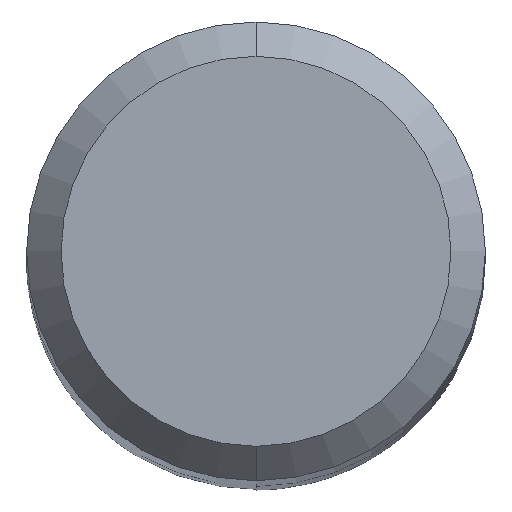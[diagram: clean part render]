
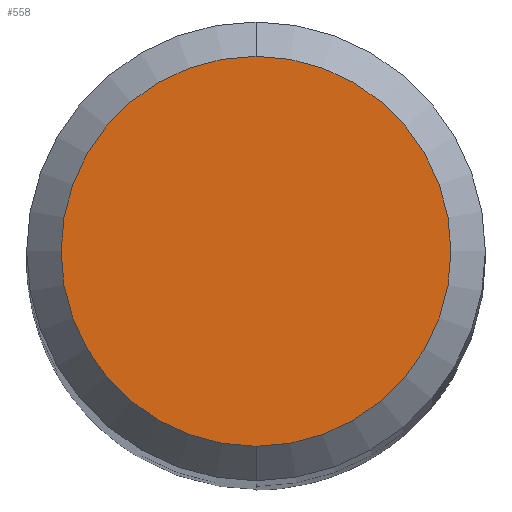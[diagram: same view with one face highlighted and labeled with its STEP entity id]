
A CAD part, top view. The second image highlights one B-rep face of the part: STEP entity #558.
In plain terms, the highlighted planar face has unit normal (0, 0, 1).
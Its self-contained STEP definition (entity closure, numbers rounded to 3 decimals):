
#432=VERTEX_POINT('',#1061);
#474=VERTEX_POINT('',#1108);
#558=ADVANCED_FACE('',(#1198),#1199,.T.);
#848=EDGE_CURVE('',#474,#432,#1520,.T.);
#914=EDGE_CURVE('',#432,#474,#1592,.T.);
#1061=CARTESIAN_POINT('',(0.0,1.7,0.0));
#1108=CARTESIAN_POINT('',(0.,-1.7,0.0));
#1198=FACE_OUTER_BOUND('',#2054,.T.);
#1199=PLANE('',#2055);
#1520=CIRCLE('',#2572,1.7);
#1592=CIRCLE('',#2690,1.7);
#2054=EDGE_LOOP('',(#2985,#2986));
#2055=AXIS2_PLACEMENT_3D('',#2987,#2988,#2989);
#2572=AXIS2_PLACEMENT_3D('',#3364,#3365,#3366);
#2690=AXIS2_PLACEMENT_3D('',#3447,#3448,#3449);
#2985=ORIENTED_EDGE('',*,*,#914,.F.);
#2986=ORIENTED_EDGE('',*,*,#848,.F.);
#2987=CARTESIAN_POINT('',(0.0,0.85,0.0));
#2988=DIRECTION('',(-0.0,0.0,1.0));
#2989=DIRECTION('',(0.0,-1.0,0.0));
#3364=CARTESIAN_POINT('',(0.0,0.0,0.0));
#3365=DIRECTION('',(0.0,0.0,-1.0));
#3366=DIRECTION('',(0.0,1.0,0.0));
#3447=CARTESIAN_POINT('',(0.0,0.0,0.0));
#3448=DIRECTION('',(0.0,0.0,-1.0));
#3449=DIRECTION('',(0.0,1.0,0.0));
